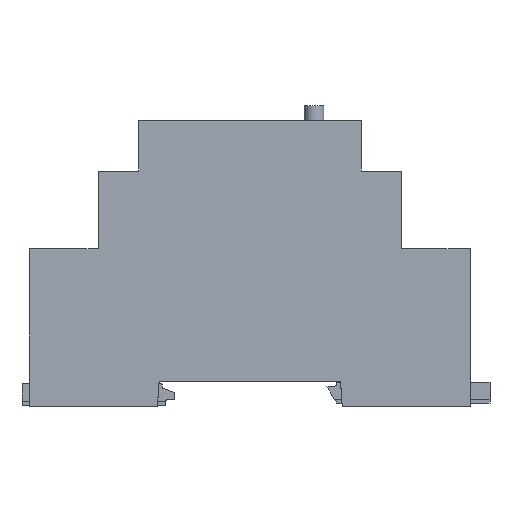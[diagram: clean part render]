
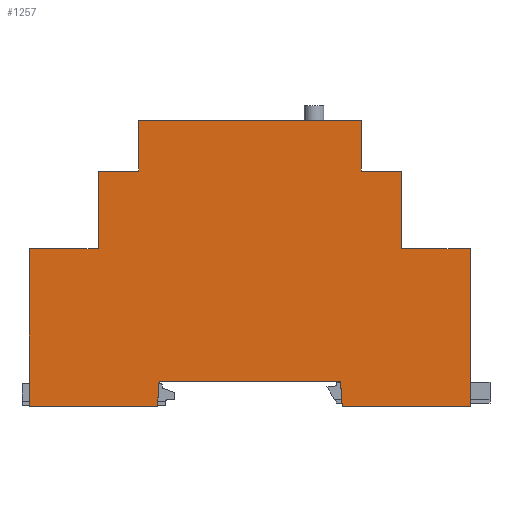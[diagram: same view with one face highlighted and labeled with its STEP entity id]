
A CAD part, left-side view. The second image highlights one B-rep face of the part: STEP entity #1257.
In plain terms, the highlighted planar face has unit normal (-1, 0, 0).
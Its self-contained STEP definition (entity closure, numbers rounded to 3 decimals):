
#1257=ADVANCED_FACE('',(#5742),#5744,.T.);
#5742=FACE_BOUND('',#5743,.T.);
#5743=EDGE_LOOP('',(#9762,#9763,#9764,#9765,#9766,#9767,#9768,#9769,#9770,#9771,
#9772,#9773,#9774,#9775,#9776,#9777));
#5744=PLANE('',#5745);
#5745=AXIS2_PLACEMENT_3D('',#5746,#5747,#5748);
#5746=CARTESIAN_POINT('',(-35.5,0.,0.));
#5747=DIRECTION('',(-1.,0.,0.));
#5748=DIRECTION('',(0.,0.,-1.));
#9762=ORIENTED_EDGE('',*,*,#12557,.T.);
#9763=ORIENTED_EDGE('',*,*,#12558,.T.);
#9764=ORIENTED_EDGE('',*,*,#12559,.T.);
#9765=ORIENTED_EDGE('',*,*,#12560,.T.);
#9766=ORIENTED_EDGE('',*,*,#12561,.T.);
#9767=ORIENTED_EDGE('',*,*,#12562,.T.);
#9768=ORIENTED_EDGE('',*,*,#12563,.T.);
#9769=ORIENTED_EDGE('',*,*,#12564,.T.);
#9770=ORIENTED_EDGE('',*,*,#12565,.T.);
#9771=ORIENTED_EDGE('',*,*,#12566,.T.);
#9772=ORIENTED_EDGE('',*,*,#12567,.T.);
#9773=ORIENTED_EDGE('',*,*,#12522,.T.);
#9774=ORIENTED_EDGE('',*,*,#12556,.T.);
#9775=ORIENTED_EDGE('',*,*,#12568,.T.);
#9776=ORIENTED_EDGE('',*,*,#12569,.T.);
#9777=ORIENTED_EDGE('',*,*,#12570,.T.);
#12522=EDGE_CURVE('',#14429,#14427,#14430,.T.);
#12556=EDGE_CURVE('',#14427,#14493,#14495,.T.);
#12557=EDGE_CURVE('',#14496,#14497,#14498,.T.);
#12558=EDGE_CURVE('',#14497,#14499,#14500,.T.);
#12559=EDGE_CURVE('',#14499,#14501,#14502,.T.);
#12560=EDGE_CURVE('',#14501,#14503,#14504,.T.);
#12561=EDGE_CURVE('',#14503,#14505,#14506,.T.);
#12562=EDGE_CURVE('',#14505,#14507,#14508,.T.);
#12563=EDGE_CURVE('',#14507,#14509,#14510,.T.);
#12564=EDGE_CURVE('',#14509,#14511,#14512,.T.);
#12565=EDGE_CURVE('',#14511,#14513,#14514,.T.);
#12566=EDGE_CURVE('',#14513,#14515,#14516,.T.);
#12567=EDGE_CURVE('',#14515,#14429,#14517,.T.);
#12568=EDGE_CURVE('',#14493,#14518,#14519,.T.);
#12569=EDGE_CURVE('',#14518,#14520,#14521,.T.);
#12570=EDGE_CURVE('',#14520,#14496,#14522,.T.);
#14427=VERTEX_POINT('',#17761);
#14429=VERTEX_POINT('',#17765);
#14430=LINE('',#17766,#17767);
#14493=VERTEX_POINT('',#17907);
#14495=LINE('',#17911,#17912);
#14496=VERTEX_POINT('',#17914);
#14497=VERTEX_POINT('',#17915);
#14498=LINE('',#17916,#17917);
#14499=VERTEX_POINT('',#17919);
#14500=LINE('',#17920,#17921);
#14501=VERTEX_POINT('',#17923);
#14502=LINE('',#17924,#17925);
#14503=VERTEX_POINT('',#17927);
#14504=LINE('',#17928,#17929);
#14505=VERTEX_POINT('',#17931);
#14506=LINE('',#17932,#17933);
#14507=VERTEX_POINT('',#17935);
#14508=LINE('',#17936,#17937);
#14509=VERTEX_POINT('',#17939);
#14510=LINE('',#17940,#17941);
#14511=VERTEX_POINT('',#17943);
#14512=LINE('',#17944,#17945);
#14513=VERTEX_POINT('',#17947);
#14514=LINE('',#17948,#17949);
#14515=VERTEX_POINT('',#17951);
#14516=LINE('',#17952,#17953);
#14517=LINE('',#17955,#17956);
#14518=VERTEX_POINT('',#17958);
#14519=LINE('',#17959,#17960);
#14520=VERTEX_POINT('',#17962);
#14521=LINE('',#17963,#17964);
#14522=LINE('',#17966,#17967);
#17761=CARTESIAN_POINT('',(-35.5,22.5,52.804));
#17765=CARTESIAN_POINT('',(-35.5,-22.5,52.804));
#17766=CARTESIAN_POINT('',(-35.5,-22.5,52.804));
#17767=VECTOR('',#17768,1.);
#17768=DIRECTION('',(0.,1.,0.));
#17907=CARTESIAN_POINT('',(-35.5,22.5,42.606));
#17911=CARTESIAN_POINT('',(-35.5,22.5,52.804));
#17912=VECTOR('',#17913,1.);
#17913=DIRECTION('',(0.,0.,-1.));
#17914=CARTESIAN_POINT('',(-35.5,44.6,26.878));
#17915=CARTESIAN_POINT('',(-35.5,44.6,-4.987));
#17916=CARTESIAN_POINT('',(-35.5,44.6,26.878));
#17917=VECTOR('',#17918,1.);
#17918=DIRECTION('',(0.,0.,-1.));
#17919=CARTESIAN_POINT('',(-35.5,18.7,-4.987));
#17920=CARTESIAN_POINT('',(-35.5,44.6,-4.987));
#17921=VECTOR('',#17922,1.);
#17922=DIRECTION('',(0.,-1.,0.));
#17923=CARTESIAN_POINT('',(-35.5,18.351,0.));
#17924=CARTESIAN_POINT('',(-35.5,18.7,-4.987));
#17925=VECTOR('',#17926,1.);
#17926=DIRECTION('',(0.,-0.07,0.998));
#17927=CARTESIAN_POINT('',(-35.5,-18.351,0.));
#17928=CARTESIAN_POINT('',(-35.5,18.351,0.));
#17929=VECTOR('',#17930,1.);
#17930=DIRECTION('',(0.,-1.,0.));
#17931=CARTESIAN_POINT('',(-35.5,-18.7,-4.987));
#17932=CARTESIAN_POINT('',(-35.5,-18.351,0.));
#17933=VECTOR('',#17934,1.);
#17934=DIRECTION('',(0.,-0.07,-0.998));
#17935=CARTESIAN_POINT('',(-35.5,-44.6,-4.987));
#17936=CARTESIAN_POINT('',(-35.5,-18.7,-4.987));
#17937=VECTOR('',#17938,1.);
#17938=DIRECTION('',(0.,-1.,0.));
#17939=CARTESIAN_POINT('',(-35.5,-44.6,26.878));
#17940=CARTESIAN_POINT('',(-35.5,-44.6,-4.987));
#17941=VECTOR('',#17942,1.);
#17942=DIRECTION('',(0.,0.,1.));
#17943=CARTESIAN_POINT('',(-35.5,-30.7,26.878));
#17944=CARTESIAN_POINT('',(-35.5,-44.6,26.878));
#17945=VECTOR('',#17946,1.);
#17946=DIRECTION('',(0.,1.,0.));
#17947=CARTESIAN_POINT('',(-35.5,-30.7,42.606));
#17948=CARTESIAN_POINT('',(-35.5,-30.7,26.878));
#17949=VECTOR('',#17950,1.);
#17950=DIRECTION('',(0.,0.,1.));
#17951=CARTESIAN_POINT('',(-35.5,-22.5,42.606));
#17952=CARTESIAN_POINT('',(-35.5,-30.7,42.606));
#17953=VECTOR('',#17954,1.);
#17954=DIRECTION('',(0.,1.,0.));
#17955=CARTESIAN_POINT('',(-35.5,-22.5,42.606));
#17956=VECTOR('',#17957,1.);
#17957=DIRECTION('',(0.,0.,1.));
#17958=CARTESIAN_POINT('',(-35.5,30.7,42.606));
#17959=CARTESIAN_POINT('',(-35.5,22.5,42.606));
#17960=VECTOR('',#17961,1.);
#17961=DIRECTION('',(0.,1.,0.));
#17962=CARTESIAN_POINT('',(-35.5,30.7,26.878));
#17963=CARTESIAN_POINT('',(-35.5,30.7,42.606));
#17964=VECTOR('',#17965,1.);
#17965=DIRECTION('',(0.,0.,-1.));
#17966=CARTESIAN_POINT('',(-35.5,30.7,26.878));
#17967=VECTOR('',#17968,1.);
#17968=DIRECTION('',(0.,1.,0.));
